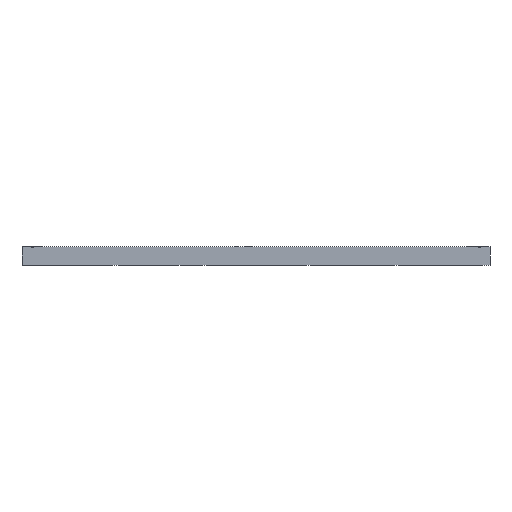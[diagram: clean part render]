
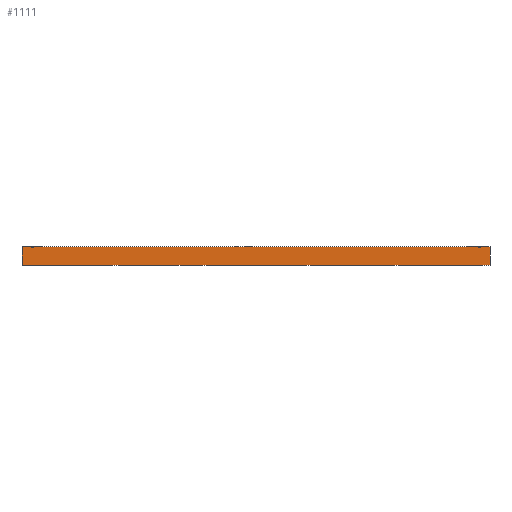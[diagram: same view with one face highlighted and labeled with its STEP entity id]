
A CAD part, front view. The second image highlights one B-rep face of the part: STEP entity #1111.
In plain terms, the highlighted planar face has unit normal (0, -1, 0).
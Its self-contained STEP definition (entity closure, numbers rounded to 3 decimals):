
#330=PLANE('',#4059);
#591=LINE('',#8808,#880);
#594=LINE('',#8814,#883);
#595=LINE('',#8840,#884);
#880=VECTOR('',#4612,1.);
#883=VECTOR('',#4617,1.);
#884=VECTOR('',#4618,1.);
#1111=ADVANCED_FACE('',(#1392),#330,.F.);
#1392=FACE_OUTER_BOUND('',#1644,.T.);
#1644=EDGE_LOOP('',(#2583,#2584,#2585,#2586));
#2583=ORIENTED_EDGE('',*,*,#3599,.T.);
#2584=ORIENTED_EDGE('',*,*,#3602,.T.);
#2585=ORIENTED_EDGE('',*,*,#3603,.F.);
#2586=ORIENTED_EDGE('',*,*,#3604,.F.);
#3089=VERTEX_POINT('',#8806);
#3091=VERTEX_POINT('',#8809);
#3093=VERTEX_POINT('',#8815);
#3094=VERTEX_POINT('',#8839);
#3599=EDGE_CURVE('',#3091,#3089,#591,.T.);
#3602=EDGE_CURVE('',#3089,#3093,#594,.T.);
#3603=EDGE_CURVE('',#3094,#3093,#3905,.T.);
#3604=EDGE_CURVE('',#3091,#3094,#595,.T.);
#3905=B_SPLINE_CURVE_WITH_KNOTS('',3,(#8816,#8817,#8818,#8819,#8820,#8821,
#8822,#8823,#8824,#8825,#8826,#8827,#8828,#8829,#8830,#8831,#8832,#8833,
#8834,#8835,#8836,#8837,#8838),.UNSPECIFIED.,.F.,.F.,(4,1,1,1,1,1,1,1,1,
1,1,1,1,1,1,1,1,1,1,1,4),(0.,0.063,0.125,0.25,0.375,0.406,0.422,0.43,
0.438,0.441,0.469,0.5,0.563,0.57,0.578,0.594,0.625,0.75,
0.875,0.938,1.),.UNSPECIFIED.);
#4059=AXIS2_PLACEMENT_3D('',#8841,#4619,#4620);
#4612=DIRECTION('',(1.,0.,0.));
#4617=DIRECTION('',(0.,0.,1.));
#4618=DIRECTION('',(0.,0.,1.));
#4619=DIRECTION('',(0.,1.,0.));
#4620=DIRECTION('',(1.,0.,0.));
#8806=CARTESIAN_POINT('',(-1150.76,3000.,-35.));
#8808=CARTESIAN_POINT('',(-2000.,3000.,-35.));
#8809=CARTESIAN_POINT('',(-2050.,3000.,-35.));
#8814=CARTESIAN_POINT('',(-1150.76,3000.,8.682));
#8815=CARTESIAN_POINT('',(-1150.76,3000.,0.));
#8816=CARTESIAN_POINT('',(-2050.,3000.,0.));
#8817=CARTESIAN_POINT('',(-2031.27,3000.,0.));
#8818=CARTESIAN_POINT('',(-1993.811,3000.,0.));
#8819=CARTESIAN_POINT('',(-1918.891,3000.,0.));
#8820=CARTESIAN_POINT('',(-1825.236,3000.,0.));
#8821=CARTESIAN_POINT('',(-1740.93,3000.,0.));
#8822=CARTESIAN_POINT('',(-1689.398,3000.,0.));
#8823=CARTESIAN_POINT('',(-1673.001,3000.,0.));
#8824=CARTESIAN_POINT('',(-1663.631,3000.,0.));
#8825=CARTESIAN_POINT('',(-1657.775,3000.,0.));
#8826=CARTESIAN_POINT('',(-1646.062,3000.,0.));
#8827=CARTESIAN_POINT('',(-1627.321,3000.,0.));
#8828=CARTESIAN_POINT('',(-1591.009,3000.,0.));
#8829=CARTESIAN_POINT('',(-1560.554,3000.,0.));
#8830=CARTESIAN_POINT('',(-1537.128,3000.,0.));
#8831=CARTESIAN_POINT('',(-1527.758,3000.,0.));
#8832=CARTESIAN_POINT('',(-1511.361,3000.,0.));
#8833=CARTESIAN_POINT('',(-1459.829,3000.,0.));
#8834=CARTESIAN_POINT('',(-1375.523,3000.,0.));
#8835=CARTESIAN_POINT('',(-1281.868,3000.,0.));
#8836=CARTESIAN_POINT('',(-1206.949,3000.,0.));
#8837=CARTESIAN_POINT('',(-1169.489,3000.,0.));
#8838=CARTESIAN_POINT('',(-1150.76,3000.,0.));
#8839=CARTESIAN_POINT('',(-2050.,3000.,0.));
#8840=CARTESIAN_POINT('',(-2050.,3000.,0.));
#8841=CARTESIAN_POINT('',(-2000.,3000.,0.));
